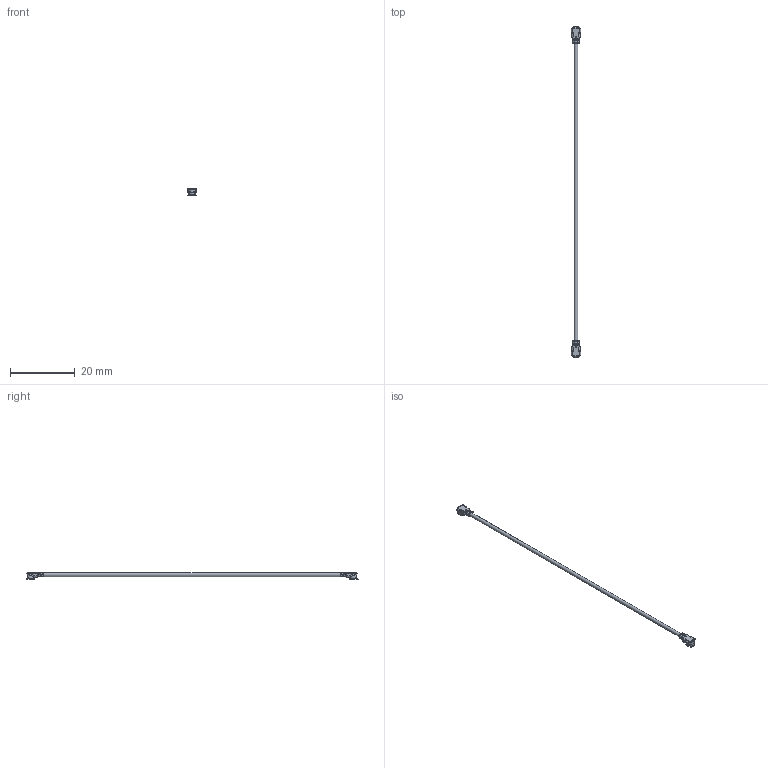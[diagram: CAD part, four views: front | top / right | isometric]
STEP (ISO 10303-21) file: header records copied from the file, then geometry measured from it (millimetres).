
FILE_DESCRIPTION(/* description */ ('Unknown'),/* implementation_level */ '2;1');
FILE_NAME(/* name */ '63620105xxxx',/* time_stamp */ '2020-08-14T12:00:47+02:00',/* author */ ('Unknown'),/* organization */ ('Unknown'),/* preprocessor_version */ 'ST-DEVELOPER v16.7',/* originating_system */ 'DEX',/* authorisation */ $);
FILE_SCHEMA (('AUTOMOTIVE_DESIGN {1 0 10303 214 3 1 1}'));
Products named in the file (13): 636201050100; 1.13 O.D. Micro-cable - Gray; 636197229999; 636197229999_bend; 636197229999_Shell_bend; 636197229999_Shell_embout; Cover_bend; 63619x229999_contact; 636197229999_mir; 636197229999_bend_mir; 636197229999_Shell_bend_mir; 636197229999_Shell_embout_mir; Cover_bend_mir
Assembly tree (13 placements, depth 4):
  636201050100
    1.13 O.D. Micro-cable - Gray
    636197229999
      636197229999_bend
        636197229999_Shell_bend
        636197229999_Shell_embout
      Cover_bend
      63619x229999_contact
    636197229999_mir
      636197229999_bend_mir
        636197229999_Shell_bend_mir
        636197229999_Shell_embout_mir
      Cover_bend_mir
      63619x229999_contact
Bounding box: 3 x 102.66 x 2.1 mm (x, y, z)
Volume: 115.4 mm3; surface area: 1673.1 mm2
Topology: 14 solids, 14 shells, 2291 faces, 5363 edges, 2948 vertices
Faces by surface type: cylinder 919, plane 542, torus 468, bspline 222, sphere 108, cone 32
Full cylindrical faces by diameter (mm): 0.2 x2, 0.24 x2, 0.7 x2, 0.92 x2, 1.13 x1
Entity records: 65414 total; most frequent: CARTESIAN_POINT 15928, DIRECTION 10924, ORIENTED_EDGE 10036, EDGE_CURVE 5018, AXIS2_PLACEMENT_3D 4434, VERTEX_POINT 2840, EDGE_LOOP 2264, FACE_BOUND 2264
